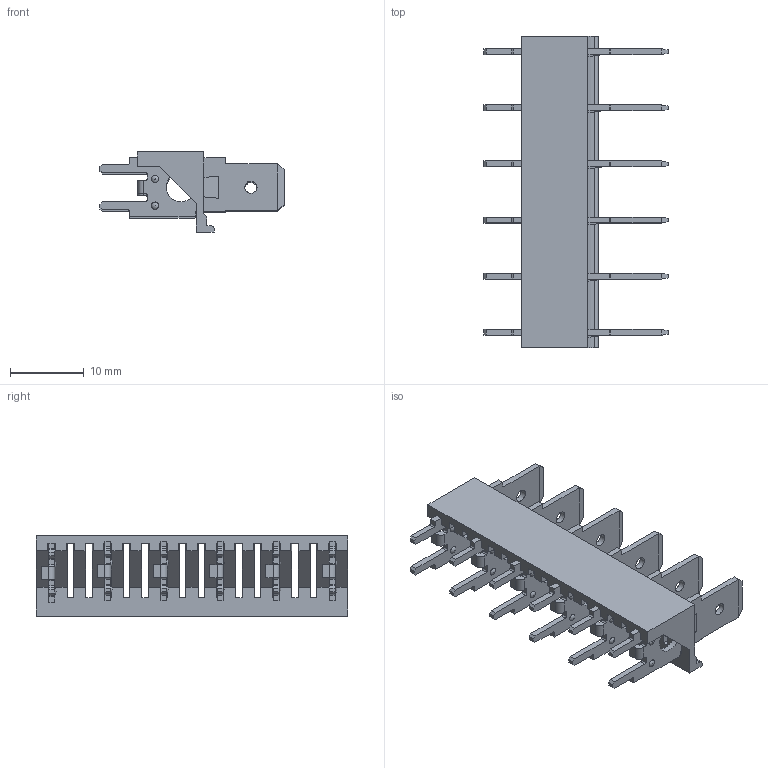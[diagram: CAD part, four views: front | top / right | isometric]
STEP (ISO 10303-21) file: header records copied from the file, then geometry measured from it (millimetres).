
FILE_DESCRIPTION(/* description */ ('Unknown'),/* implementation_level */ '2;1');
FILE_NAME(/* name */ '638363222006',/* time_stamp */ '2020-08-28T11:41:59+02:00',/* author */ ('Unknown'),/* organization */ ('Unknown'),/* preprocessor_version */ 'ST-DEVELOPER v16.7',/* originating_system */ 'DEX',/* authorisation */ $);
FILE_SCHEMA (('AUTOMOTIVE_DESIGN {1 0 10303 214 3 1 1}'));
Length unit declared in the file: millimetre
Products named in the file (3): 6383632220xx; 63800002016; 63800213722
Assembly tree (7 placements, depth 2):
  6383632220xx
    63800002016
    63800213722  x6
Bounding box: 25 x 42.22 x 10.9 mm (x, y, z)
Volume: 1997.3 mm3; surface area: 4626.2 mm2
Topology: 7 solids, 7 shells, 496 faces, 1450 edges, 936 vertices
Faces by surface type: plane 369, cylinder 91, cone 24, torus 12
Full cylindrical faces by diameter (mm): 1.65 x6, 4 x6
Entity records: 7069 total; most frequent: ORIENTED_EDGE 1270, CARTESIAN_POINT 1258, DIRECTION 1089, EDGE_CURVE 635, LINE 599, VECTOR 599, VERTEX_POINT 414, AXIS2_PLACEMENT_3D 245
